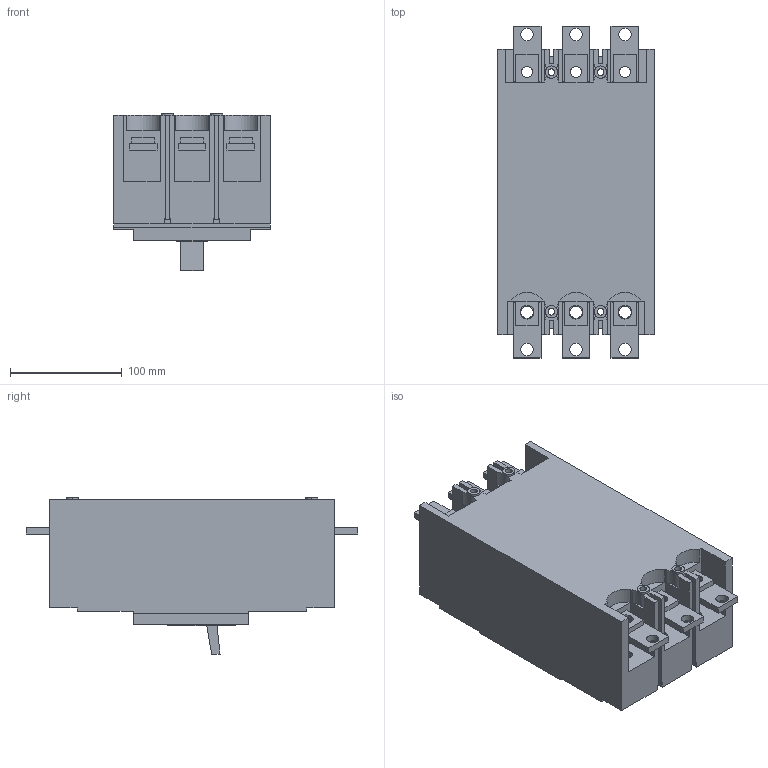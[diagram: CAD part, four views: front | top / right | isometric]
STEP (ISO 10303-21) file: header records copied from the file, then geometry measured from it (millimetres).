
FILE_DESCRIPTION (( 'STEP AP203' ), '1' );
FILE_NAME ('Âûêëþ÷àòåëü íàãðóçêè ÂÀ-99 400À.STEP', '2018-04-17T08:20:51', ( '' ), ( '' ), 'SwSTEP 2.0', 'SolidWorks 2017', '' );
FILE_SCHEMA (( 'CONFIG_CONTROL_DESIGN' ));
Length unit declared in the file: millimetre
Products named in the file (1): Âûêëþ÷àòåëü íàãðóçêè ÂÀ-99 400À
Bounding box: 140 x 296.5 x 141 mm (x, y, z)
Volume: 3312861.8 mm3; surface area: 229781.7 mm2
Topology: 1 solids, 1 shells, 506 faces, 1359 edges, 890 vertices
Faces by surface type: plane 357, cylinder 107, bspline 42
Entity records: 18326 total; most frequent: CARTESIAN_POINT 5526, ORIENTED_EDGE 2718, DIRECTION 2471, EDGE_CURVE 1359, LINE 1009, VECTOR 1009, VERTEX_POINT 890, AXIS2_PLACEMENT_3D 731
